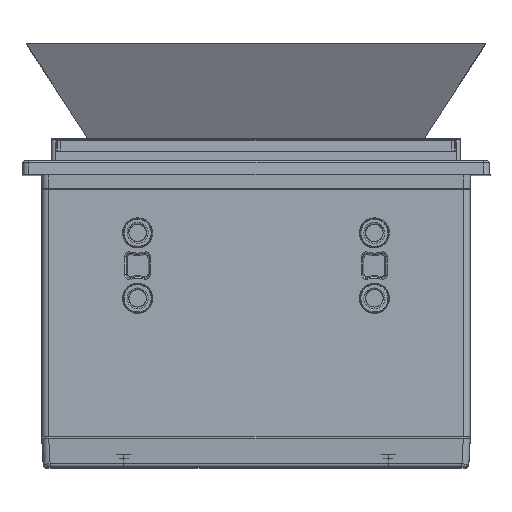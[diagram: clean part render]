
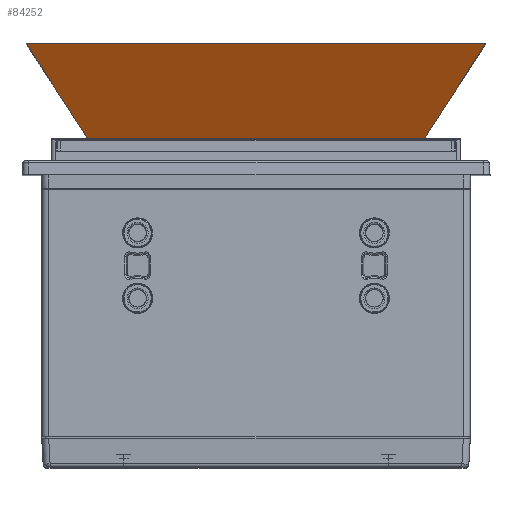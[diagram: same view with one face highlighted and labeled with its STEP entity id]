
A CAD part, top view. The second image highlights one B-rep face of the part: STEP entity #84252.
In plain terms, the highlighted planar face has unit normal (0, -0.486, 0.874).
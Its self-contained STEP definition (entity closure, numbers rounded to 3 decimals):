
#84188=DIRECTION('',(0.494,-0.76,-0.423));
#84189=VECTOR('',#84188,66.794);
#84190=CARTESIAN_POINT('',(-32.964,39.95,28.253));
#84191=LINE('',#84190,#84189);
#84192=DIRECTION('',(1.,0.,0.));
#84193=VECTOR('',#84192,65.928);
#84194=CARTESIAN_POINT('',(-32.964,39.95,28.253));
#84195=LINE('',#84194,#84193);
#84196=DIRECTION('',(0.494,0.76,0.423));
#84197=VECTOR('',#84196,66.794);
#84198=CARTESIAN_POINT('',(0.,-10.81,0.));
#84199=LINE('',#84198,#84197);
#84216=CARTESIAN_POINT('',(-32.964,39.95,28.253));
#84217=CARTESIAN_POINT('',(0.,-10.81,0.));
#84218=VERTEX_POINT('',#84216);
#84219=VERTEX_POINT('',#84217);
#84220=CARTESIAN_POINT('',(32.964,39.95,28.253));
#84221=VERTEX_POINT('',#84220);
#84240=CARTESIAN_POINT('',(-80.7,39.95,28.253));
#84241=DIRECTION('',(0.,-0.486,0.874));
#84242=DIRECTION('',(0.,-0.874,-0.486));
#84243=AXIS2_PLACEMENT_3D('',#84240,#84241,#84242);
#84244=PLANE('',#84243);
#84245=ORIENTED_EDGE('',*,*,#84231,.F.);
#84247=ORIENTED_EDGE('',*,*,#84246,.T.);
#84249=ORIENTED_EDGE('',*,*,#84248,.F.);
#84250=EDGE_LOOP('',(#84245,#84247,#84249));
#84251=FACE_OUTER_BOUND('',#84250,.F.);
#84252=ADVANCED_FACE('',(#84251),#84244,.T.);
#84231=EDGE_CURVE('',#84218,#84219,#84191,.T.);
#84246=EDGE_CURVE('',#84218,#84221,#84195,.T.);
#84248=EDGE_CURVE('',#84219,#84221,#84199,.T.);
